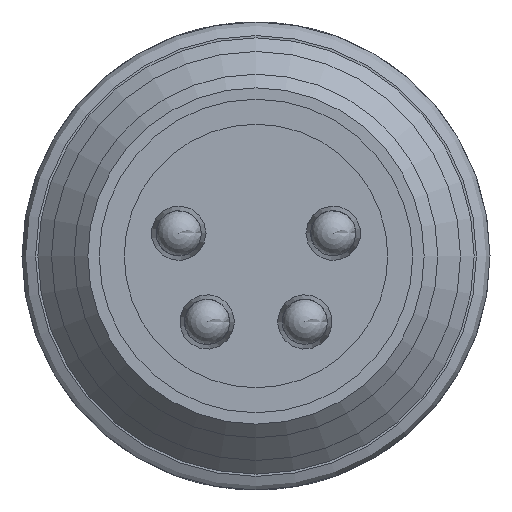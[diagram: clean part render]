
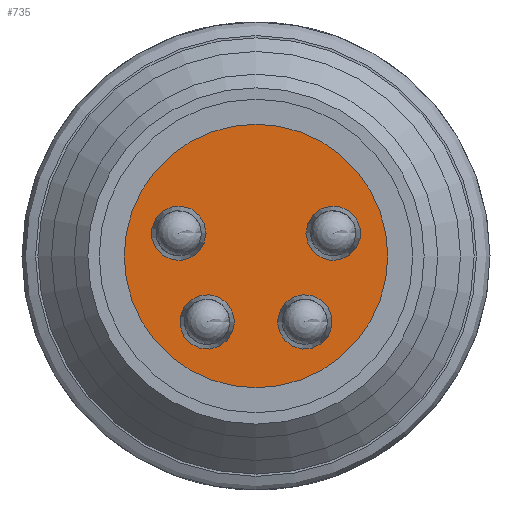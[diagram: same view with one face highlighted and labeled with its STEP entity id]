
A CAD part, left-side view. The second image highlights one B-rep face of the part: STEP entity #735.
In plain terms, the highlighted planar face has unit normal (-1, 0, 0).
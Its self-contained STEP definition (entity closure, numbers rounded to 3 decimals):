
#426=PLANE('',#3973);
#735=ADVANCED_FACE('',(#922,#923,#924,#925,#926),#426,.T.);
#922=FACE_BOUND('',#1256,.T.);
#923=FACE_BOUND('',#1257,.T.);
#924=FACE_BOUND('',#1258,.T.);
#925=FACE_BOUND('',#1259,.T.);
#926=FACE_BOUND('',#1260,.T.);
#1256=EDGE_LOOP('',(#2134));
#1257=EDGE_LOOP('',(#2135));
#1258=EDGE_LOOP('',(#2136));
#1259=EDGE_LOOP('',(#2137));
#1260=EDGE_LOOP('',(#2138));
#2134=ORIENTED_EDGE('',*,*,#2927,.F.);
#2135=ORIENTED_EDGE('',*,*,#2926,.F.);
#2136=ORIENTED_EDGE('',*,*,#2925,.T.);
#2137=ORIENTED_EDGE('',*,*,#2924,.T.);
#2138=ORIENTED_EDGE('',*,*,#2923,.F.);
#2479=VERTEX_POINT('',#8093);
#2480=VERTEX_POINT('',#8096);
#2481=VERTEX_POINT('',#8099);
#2482=VERTEX_POINT('',#8102);
#2483=VERTEX_POINT('',#8105);
#2923=EDGE_CURVE('',#2479,#2479,#3210,.T.);
#2924=EDGE_CURVE('',#2480,#2480,#3211,.T.);
#2925=EDGE_CURVE('',#2481,#2481,#3212,.T.);
#2926=EDGE_CURVE('',#2482,#2482,#3213,.T.);
#2927=EDGE_CURVE('',#2483,#2483,#3214,.T.);
#3210=CIRCLE('',#3964,0.6);
#3211=CIRCLE('',#3966,0.6);
#3212=CIRCLE('',#3968,0.6);
#3213=CIRCLE('',#3970,0.6);
#3214=CIRCLE('',#3972,2.9);
#3964=AXIS2_PLACEMENT_3D('',#8092,#4920,#4921);
#3966=AXIS2_PLACEMENT_3D('',#8095,#4924,#4925);
#3968=AXIS2_PLACEMENT_3D('',#8098,#4928,#4929);
#3970=AXIS2_PLACEMENT_3D('',#8101,#4932,#4933);
#3972=AXIS2_PLACEMENT_3D('',#8104,#4936,#4937);
#3973=AXIS2_PLACEMENT_3D('',#8106,#4938,#4939);
#4920=DIRECTION('',(-1.,0.,0.));
#4921=DIRECTION('',(0.,-1.,0.));
#4924=DIRECTION('',(1.,0.,0.));
#4925=DIRECTION('',(0.,1.,0.));
#4928=DIRECTION('',(1.,0.,0.));
#4929=DIRECTION('',(0.,1.,0.));
#4932=DIRECTION('',(-1.,0.,0.));
#4933=DIRECTION('',(0.,-1.,0.));
#4936=DIRECTION('',(1.,0.,0.));
#4937=DIRECTION('',(0.,0.,-1.));
#4938=DIRECTION('',(-1.,0.,0.));
#4939=DIRECTION('',(0.,1.,0.));
#8092=CARTESIAN_POINT('',(40.9,51.7,0.5));
#8093=CARTESIAN_POINT('',(40.9,51.1,0.5));
#8095=CARTESIAN_POINT('',(40.9,48.3,0.5));
#8096=CARTESIAN_POINT('',(40.9,48.9,0.5));
#8098=CARTESIAN_POINT('',(40.9,48.925,-1.45));
#8099=CARTESIAN_POINT('',(40.9,49.525,-1.45));
#8101=CARTESIAN_POINT('',(40.9,51.075,-1.45));
#8102=CARTESIAN_POINT('',(40.9,50.475,-1.45));
#8104=CARTESIAN_POINT('',(40.9,50.,0.));
#8105=CARTESIAN_POINT('',(40.9,50.,-2.9));
#8106=CARTESIAN_POINT('',(40.9,50.,0.));
